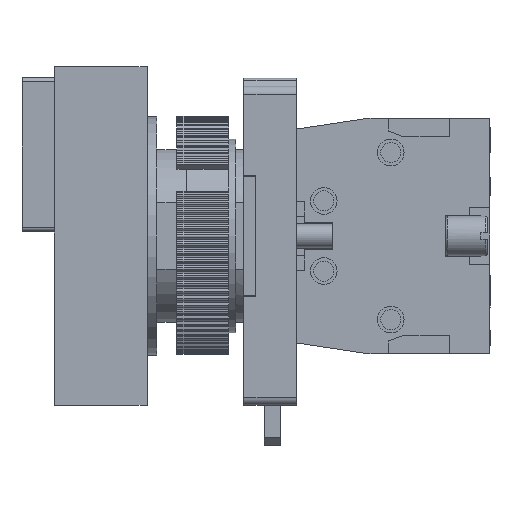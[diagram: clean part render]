
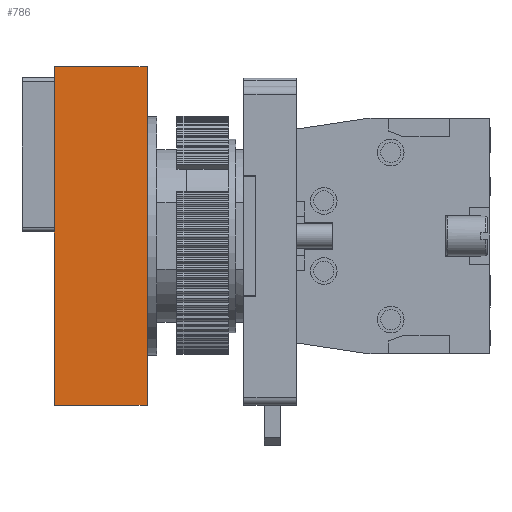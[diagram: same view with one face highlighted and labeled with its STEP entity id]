
A CAD part, left-side view. The second image highlights one B-rep face of the part: STEP entity #786.
In plain terms, the highlighted planar face has unit normal (-1, 0, 0).
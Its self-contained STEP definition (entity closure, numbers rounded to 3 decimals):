
#786=ADVANCED_FACE('',(#8245),#8247,.T.);
#8245=FACE_BOUND('',#8246,.T.);
#8246=EDGE_LOOP('',(#14957,#14958,#14959,#14960));
#8247=PLANE('',#8248);
#8248=AXIS2_PLACEMENT_3D('',#8249,#8250,#8251);
#8249=CARTESIAN_POINT('',(-15.,12.,-21.));
#8250=DIRECTION('',(-1.,0.,0.));
#8251=DIRECTION('',(0.,0.,1.));
#14957=ORIENTED_EDGE('',*,*,#19416,.T.);
#14958=ORIENTED_EDGE('',*,*,#19417,.F.);
#14959=ORIENTED_EDGE('',*,*,#19418,.F.);
#14960=ORIENTED_EDGE('',*,*,#19415,.T.);
#19415=EDGE_CURVE('',#22680,#22684,#22686,.T.);
#19416=EDGE_CURVE('',#22684,#22687,#22688,.T.);
#19417=EDGE_CURVE('',#22689,#22687,#22690,.T.);
#19418=EDGE_CURVE('',#22680,#22689,#22691,.T.);
#22680=VERTEX_POINT('',#29528);
#22684=VERTEX_POINT('',#29536);
#22686=LINE('',#29540,#29541);
#22687=VERTEX_POINT('',#29543);
#22688=LINE('',#29544,#29545);
#22689=VERTEX_POINT('',#29547);
#22690=LINE('',#29548,#29549);
#22691=LINE('',#29551,#29552);
#29528=CARTESIAN_POINT('',(-15.,12.,-21.));
#29536=CARTESIAN_POINT('',(-15.,12.,21.));
#29540=CARTESIAN_POINT('',(-15.,12.,-21.));
#29541=VECTOR('',#29542,1.);
#29542=DIRECTION('',(0.,0.,1.));
#29543=CARTESIAN_POINT('',(-15.,23.5,21.));
#29544=CARTESIAN_POINT('',(-15.,12.,21.));
#29545=VECTOR('',#29546,1.);
#29546=DIRECTION('',(0.,1.,0.));
#29547=CARTESIAN_POINT('',(-15.,23.5,-21.));
#29548=CARTESIAN_POINT('',(-15.,23.5,-21.));
#29549=VECTOR('',#29550,1.);
#29550=DIRECTION('',(0.,0.,1.));
#29551=CARTESIAN_POINT('',(-15.,12.,-21.));
#29552=VECTOR('',#29553,1.);
#29553=DIRECTION('',(0.,1.,0.));
